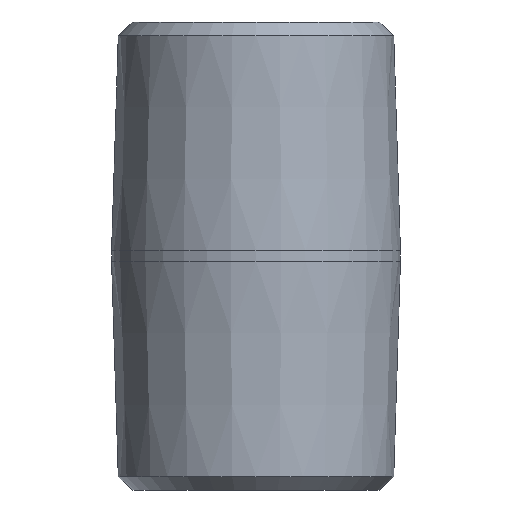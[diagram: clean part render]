
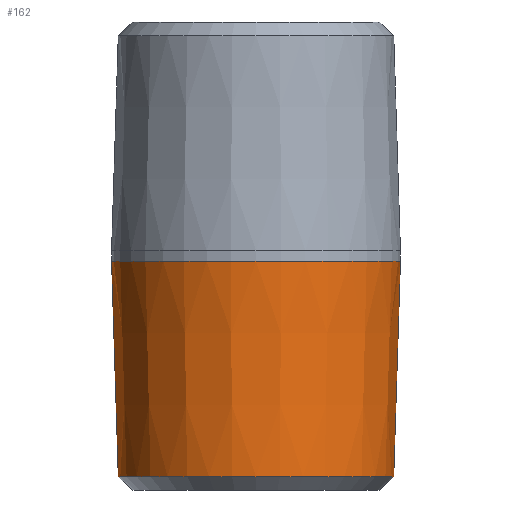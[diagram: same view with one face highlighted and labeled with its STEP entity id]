
A CAD part, front view. The second image highlights one B-rep face of the part: STEP entity #162.
In plain terms, the highlighted conical face has half-angle 1.78 degrees and reference radius 6.858 mm.
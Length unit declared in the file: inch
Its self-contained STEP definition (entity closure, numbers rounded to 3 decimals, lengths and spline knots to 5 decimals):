
#13 = CIRCLE ( 'NONE', #267, 0.27 ) ;
#23 = DIRECTION ( 'NONE',  ( -1., 0., 0. ) ) ;
#35 = EDGE_CURVE ( 'NONE', #499, #260, #163, .T. ) ;
#45 = DIRECTION ( 'NONE',  ( 0., 0., 1. ) ) ;
#48 = ORIENTED_EDGE ( 'NONE', *, *, #71, .F. ) ;
#50 = CARTESIAN_POINT ( 'NONE',  ( 0.27, 0., 0.4275 ) ) ;
#54 = CARTESIAN_POINT ( 'NONE',  ( 0., 0., 0.02499 ) ) ;
#60 = ORIENTED_EDGE ( 'NONE', *, *, #271, .T. ) ;
#71 = EDGE_CURVE ( 'NONE', #216, #99, #165, .T. ) ;
#98 = CARTESIAN_POINT ( 'NONE',  ( 0., 0., 0.4275 ) ) ;
#99 = VERTEX_POINT ( 'NONE', #545 ) ;
#100 = AXIS2_PLACEMENT_3D ( 'NONE', #305, #475, #128 ) ;
#125 = ORIENTED_EDGE ( 'NONE', *, *, #340, .T. ) ;
#128 = DIRECTION ( 'NONE',  ( 1., 0., 0. ) ) ;
#152 = VECTOR ( 'NONE', #459, 39.37008 ) ;
#156 = CARTESIAN_POINT ( 'NONE',  ( 0.27, 0., 0.4275 ) ) ;
#158 = CARTESIAN_POINT ( 'NONE',  ( -0.27, 0., 0.4275 ) ) ;
#162 = ADVANCED_FACE ( 'NONE', ( #205 ), #528, .T. ) ;
#163 = LINE ( 'NONE', #156, #152 ) ;
#165 = LINE ( 'NONE', #158, #337 ) ;
#205 = FACE_OUTER_BOUND ( 'NONE', #248, .T. ) ;
#216 = VERTEX_POINT ( 'NONE', #432 ) ;
#245 = CARTESIAN_POINT ( 'NONE',  ( 0.25749, 0., 0.02499 ) ) ;
#248 = EDGE_LOOP ( 'NONE', ( #48, #60, #316, #125 ) ) ;
#260 = VERTEX_POINT ( 'NONE', #50 ) ;
#267 = AXIS2_PLACEMENT_3D ( 'NONE', #98, #491, #23 ) ;
#271 = EDGE_CURVE ( 'NONE', #216, #499, #490, .T. ) ;
#276 = AXIS2_PLACEMENT_3D ( 'NONE', #54, #45, #389 ) ;
#305 = CARTESIAN_POINT ( 'NONE',  ( 0., 0., 0.4275 ) ) ;
#316 = ORIENTED_EDGE ( 'NONE', *, *, #35, .T. ) ;
#337 = VECTOR ( 'NONE', #369, 39.37008 ) ;
#340 = EDGE_CURVE ( 'NONE', #260, #99, #13, .T. ) ;
#369 = DIRECTION ( 'NONE',  ( -0.031, 0., 1. ) ) ;
#389 = DIRECTION ( 'NONE',  ( -1., 0., 0. ) ) ;
#432 = CARTESIAN_POINT ( 'NONE',  ( -0.25749, 0., 0.02499 ) ) ;
#459 = DIRECTION ( 'NONE',  ( 0.031, 0., 1. ) ) ;
#475 = DIRECTION ( 'NONE',  ( 0., 0., 1. ) ) ;
#490 = CIRCLE ( 'NONE', #276, 0.25749 ) ;
#491 = DIRECTION ( 'NONE',  ( 0., 0., -1. ) ) ;
#499 = VERTEX_POINT ( 'NONE', #245 ) ;
#528 = CONICAL_SURFACE ( 'NONE', #100, 0.27, 0.031 ) ;
#545 = CARTESIAN_POINT ( 'NONE',  ( -0.27, 0., 0.4275 ) ) ;
